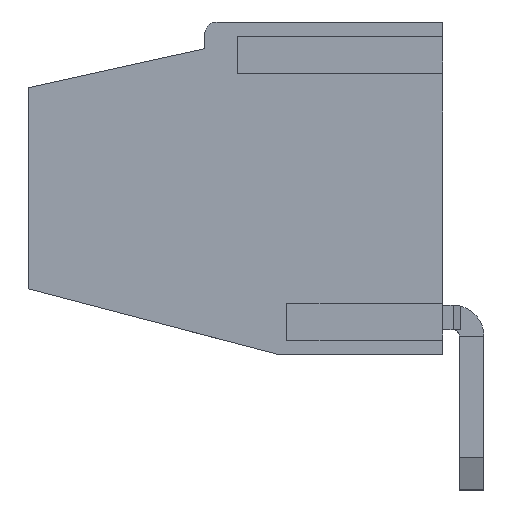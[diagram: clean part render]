
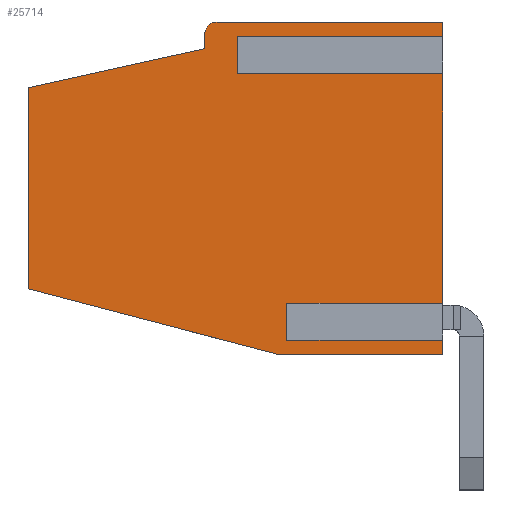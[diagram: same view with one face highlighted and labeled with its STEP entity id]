
A CAD part, left-side view. The second image highlights one B-rep face of the part: STEP entity #25714.
In plain terms, the highlighted face is planar.
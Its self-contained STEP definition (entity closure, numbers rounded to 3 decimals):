
#138 = DIRECTION ( 'NONE',  ( 0., -1., 0. ) ) ;
#240 = CIRCLE ( 'NONE', #23553, 0.3 ) ;
#396 = VECTOR ( 'NONE', #25910, 1000. ) ;
#679 = VECTOR ( 'NONE', #1144, 1000. ) ;
#730 = CARTESIAN_POINT ( 'NONE',  ( 2.54, 0.532, 4.5 ) ) ;
#1144 = DIRECTION ( 'NONE',  ( 0., 0., -1. ) ) ;
#1203 = CARTESIAN_POINT ( 'NONE',  ( 2.54, 0.532, 4.5 ) ) ;
#1427 = DIRECTION ( 'NONE',  ( 0., 0., -1. ) ) ;
#1722 = EDGE_CURVE ( 'NONE', #31651, #24668, #27366, .T. ) ;
#1809 = DIRECTION ( 'NONE',  ( 0., 0., -1. ) ) ;
#2182 = CARTESIAN_POINT ( 'NONE',  ( 2.54, 7.45, 6.5 ) ) ;
#2419 = LINE ( 'NONE', #27647, #30960 ) ;
#2989 = CARTESIAN_POINT ( 'NONE',  ( 2.54, 1.068, 4.5 ) ) ;
#4304 = VERTEX_POINT ( 'NONE', #35738 ) ;
#4994 = VERTEX_POINT ( 'NONE', #2989 ) ;
#5088 = VERTEX_POINT ( 'NONE', #9939 ) ;
#5232 = VECTOR ( 'NONE', #37129, 1000. ) ;
#5480 = DIRECTION ( 'NONE',  ( 0., 0., -1. ) ) ;
#5561 = DIRECTION ( 'NONE',  ( 0., -1., 0. ) ) ;
#5608 = DIRECTION ( 'NONE',  ( -1., 0., 0. ) ) ;
#5648 = EDGE_CURVE ( 'NONE', #21192, #24813, #17316, .T. ) ;
#5895 = LINE ( 'NONE', #27773, #23393 ) ;
#6599 = CARTESIAN_POINT ( 'NONE',  ( 2.54, 1.6, 10.8 ) ) ;
#7226 = ORIENTED_EDGE ( 'NONE', *, *, #11487, .F. ) ;
#7658 = EDGE_CURVE ( 'NONE', #4994, #41119, #24636, .T. ) ;
#8509 = LINE ( 'NONE', #39797, #23523 ) ;
#8976 = ORIENTED_EDGE ( 'NONE', *, *, #5648, .F. ) ;
#9152 = VECTOR ( 'NONE', #29323, 1000. ) ;
#9364 = DIRECTION ( 'NONE',  ( 1., 0., 0. ) ) ;
#9463 = DIRECTION ( 'NONE',  ( 0., 0.216, -0.976 ) ) ;
#9750 = CARTESIAN_POINT ( 'NONE',  ( 2.54, 8.1, 0.7 ) ) ;
#9939 = CARTESIAN_POINT ( 'NONE',  ( 2.54, 8.1, 6.2 ) ) ;
#10043 = CARTESIAN_POINT ( 'NONE',  ( 2.54, 7.8, 6.5 ) ) ;
#10178 = DIRECTION ( 'NONE',  ( 0., 0.254, 0.967 ) ) ;
#10456 = LINE ( 'NONE', #1203, #18689 ) ;
#11487 = EDGE_CURVE ( 'NONE', #18829, #30397, #21129, .T. ) ;
#11758 = LINE ( 'NONE', #11970, #5232 ) ;
#11835 = ORIENTED_EDGE ( 'NONE', *, *, #14146, .F. ) ;
#11970 = CARTESIAN_POINT ( 'NONE',  ( 2.54, 7.45, 6.5 ) ) ;
#13154 = EDGE_CURVE ( 'NONE', #24852, #18829, #28649, .T. ) ;
#13297 = CARTESIAN_POINT ( 'NONE',  ( 2.54, 7.032, 5.7 ) ) ;
#14146 = EDGE_CURVE ( 'NONE', #31651, #21192, #2419, .T. ) ;
#14727 = ORIENTED_EDGE ( 'NONE', *, *, #39214, .F. ) ;
#14943 = CARTESIAN_POINT ( 'NONE',  ( 2.54, 7.568, 5.7 ) ) ;
#15921 = VERTEX_POINT ( 'NONE', #39999 ) ;
#17207 = CARTESIAN_POINT ( 'NONE',  ( 2.54, 1.068, 0.7 ) ) ;
#17238 = ORIENTED_EDGE ( 'NONE', *, *, #7658, .T. ) ;
#17316 = LINE ( 'NONE', #29969, #31482 ) ;
#17451 = ORIENTED_EDGE ( 'NONE', *, *, #29538, .F. ) ;
#17649 = VECTOR ( 'NONE', #10178, 1000. ) ;
#17814 = DIRECTION ( 'NONE',  ( 0., 1., 0. ) ) ;
#17969 = ORIENTED_EDGE ( 'NONE', *, *, #26592, .F. ) ;
#18676 = ORIENTED_EDGE ( 'NONE', *, *, #18762, .T. ) ;
#18689 = VECTOR ( 'NONE', #23333, 1000. ) ;
#18762 = EDGE_CURVE ( 'NONE', #24668, #15921, #28633, .T. ) ;
#18775 = CARTESIAN_POINT ( 'NONE',  ( 2.54, 8.1, 10.8 ) ) ;
#18829 = VERTEX_POINT ( 'NONE', #29052 ) ;
#18914 = ORIENTED_EDGE ( 'NONE', *, *, #33226, .T. ) ;
#19856 = ORIENTED_EDGE ( 'NONE', *, *, #40572, .T. ) ;
#19870 = CARTESIAN_POINT ( 'NONE',  ( 2.54, 0., 4.7 ) ) ;
#19913 = CARTESIAN_POINT ( 'NONE',  ( 2.54, 7.568, 0.7 ) ) ;
#20953 = VERTEX_POINT ( 'NONE', #10043 ) ;
#21129 = LINE ( 'NONE', #30244, #26446 ) ;
#21192 = VERTEX_POINT ( 'NONE', #13297 ) ;
#21530 = CARTESIAN_POINT ( 'NONE',  ( 2.54, 1.068, 4.5 ) ) ;
#21602 = DIRECTION ( 'NONE',  ( 0., 1., 0. ) ) ;
#21907 = ORIENTED_EDGE ( 'NONE', *, *, #41265, .F. ) ;
#22038 = EDGE_CURVE ( 'NONE', #5088, #20953, #240, .T. ) ;
#22447 = DIRECTION ( 'NONE',  ( 0., 1., 0. ) ) ;
#23217 = FACE_OUTER_BOUND ( 'NONE', #31753, .T. ) ;
#23333 = DIRECTION ( 'NONE',  ( 0., 1., 0. ) ) ;
#23368 = ORIENTED_EDGE ( 'NONE', *, *, #1722, .T. ) ;
#23393 = VECTOR ( 'NONE', #9463, 1000. ) ;
#23523 = VECTOR ( 'NONE', #1809, 1000. ) ;
#23553 = AXIS2_PLACEMENT_3D ( 'NONE', #40659, #9364, #138 ) ;
#23867 = ORIENTED_EDGE ( 'NONE', *, *, #25090, .T. ) ;
#24479 = DIRECTION ( 'NONE',  ( 0., 0., -1. ) ) ;
#24636 = LINE ( 'NONE', #21530, #679 ) ;
#24668 = VERTEX_POINT ( 'NONE', #19913 ) ;
#24813 = VERTEX_POINT ( 'NONE', #37528 ) ;
#24852 = VERTEX_POINT ( 'NONE', #19870 ) ;
#25090 = EDGE_CURVE ( 'NONE', #4304, #41215, #39575, .T. ) ;
#25512 = VERTEX_POINT ( 'NONE', #730 ) ;
#25714 = ADVANCED_FACE ( 'NONE', ( #23217 ), #35890, .F. ) ;
#25910 = DIRECTION ( 'NONE',  ( 0., 0., -1. ) ) ;
#26446 = VECTOR ( 'NONE', #17814, 1000. ) ;
#26592 = EDGE_CURVE ( 'NONE', #30763, #20953, #11758, .T. ) ;
#26750 = CARTESIAN_POINT ( 'NONE',  ( 2.54, 0.532, 0.7 ) ) ;
#27366 = LINE ( 'NONE', #14943, #32216 ) ;
#27515 = ORIENTED_EDGE ( 'NONE', *, *, #22038, .T. ) ;
#27539 = CARTESIAN_POINT ( 'NONE',  ( 2.54, 7.568, 5.7 ) ) ;
#27647 = CARTESIAN_POINT ( 'NONE',  ( 2.54, 7.568, 5.7 ) ) ;
#27773 = CARTESIAN_POINT ( 'NONE',  ( 2.54, 6.5, 10.8 ) ) ;
#28221 = CARTESIAN_POINT ( 'NONE',  ( 2.54, 8.1, 0.7 ) ) ;
#28633 = LINE ( 'NONE', #28221, #32718 ) ;
#28649 = LINE ( 'NONE', #6599, #17649 ) ;
#29052 = CARTESIAN_POINT ( 'NONE',  ( 2.54, 1.6, 10.8 ) ) ;
#29323 = DIRECTION ( 'NONE',  ( 0., 1., 0. ) ) ;
#29538 = EDGE_CURVE ( 'NONE', #25512, #41215, #8509, .T. ) ;
#29682 = LINE ( 'NONE', #9750, #39723 ) ;
#29969 = CARTESIAN_POINT ( 'NONE',  ( 2.54, 7.032, 5.7 ) ) ;
#30020 = LINE ( 'NONE', #35680, #396 ) ;
#30244 = CARTESIAN_POINT ( 'NONE',  ( 2.54, 8.1, 10.8 ) ) ;
#30397 = VERTEX_POINT ( 'NONE', #35605 ) ;
#30687 = LINE ( 'NONE', #40358, #37146 ) ;
#30763 = VERTEX_POINT ( 'NONE', #2182 ) ;
#30960 = VECTOR ( 'NONE', #5561, 1000. ) ;
#31482 = VECTOR ( 'NONE', #1427, 1000. ) ;
#31604 = EDGE_CURVE ( 'NONE', #24852, #4304, #30020, .T. ) ;
#31651 = VERTEX_POINT ( 'NONE', #27539 ) ;
#31753 = EDGE_LOOP ( 'NONE', ( #14727, #27515, #17969, #21907, #7226, #34673, #38394, #23867, #17451, #19856, #17238, #18914, #8976, #11835, #23368, #18676 ) ) ;
#32216 = VECTOR ( 'NONE', #5480, 1000. ) ;
#32425 = AXIS2_PLACEMENT_3D ( 'NONE', #18775, #5608, #40893 ) ;
#32718 = VECTOR ( 'NONE', #21602, 1000. ) ;
#32836 = CARTESIAN_POINT ( 'NONE',  ( 2.54, 8.1, 0.7 ) ) ;
#33226 = EDGE_CURVE ( 'NONE', #41119, #24813, #29682, .T. ) ;
#34673 = ORIENTED_EDGE ( 'NONE', *, *, #13154, .F. ) ;
#35605 = CARTESIAN_POINT ( 'NONE',  ( 2.54, 6.5, 10.8 ) ) ;
#35680 = CARTESIAN_POINT ( 'NONE',  ( 2.54, 0., 10.8 ) ) ;
#35738 = CARTESIAN_POINT ( 'NONE',  ( 2.54, 0., 0.7 ) ) ;
#35890 = PLANE ( 'NONE',  #32425 ) ;
#37129 = DIRECTION ( 'NONE',  ( 0., 1., 0. ) ) ;
#37146 = VECTOR ( 'NONE', #24479, 1000. ) ;
#37528 = CARTESIAN_POINT ( 'NONE',  ( 2.54, 7.032, 0.7 ) ) ;
#38394 = ORIENTED_EDGE ( 'NONE', *, *, #31604, .T. ) ;
#39214 = EDGE_CURVE ( 'NONE', #5088, #15921, #30687, .T. ) ;
#39575 = LINE ( 'NONE', #32836, #9152 ) ;
#39723 = VECTOR ( 'NONE', #22447, 1000. ) ;
#39797 = CARTESIAN_POINT ( 'NONE',  ( 2.54, 0.532, 4.5 ) ) ;
#39999 = CARTESIAN_POINT ( 'NONE',  ( 2.54, 8.1, 0.7 ) ) ;
#40358 = CARTESIAN_POINT ( 'NONE',  ( 2.54, 8.1, 10.8 ) ) ;
#40572 = EDGE_CURVE ( 'NONE', #25512, #4994, #10456, .T. ) ;
#40659 = CARTESIAN_POINT ( 'NONE',  ( 2.54, 7.8, 6.2 ) ) ;
#40893 = DIRECTION ( 'NONE',  ( 0., -1., 0. ) ) ;
#41119 = VERTEX_POINT ( 'NONE', #17207 ) ;
#41215 = VERTEX_POINT ( 'NONE', #26750 ) ;
#41265 = EDGE_CURVE ( 'NONE', #30397, #30763, #5895, .T. ) ;
